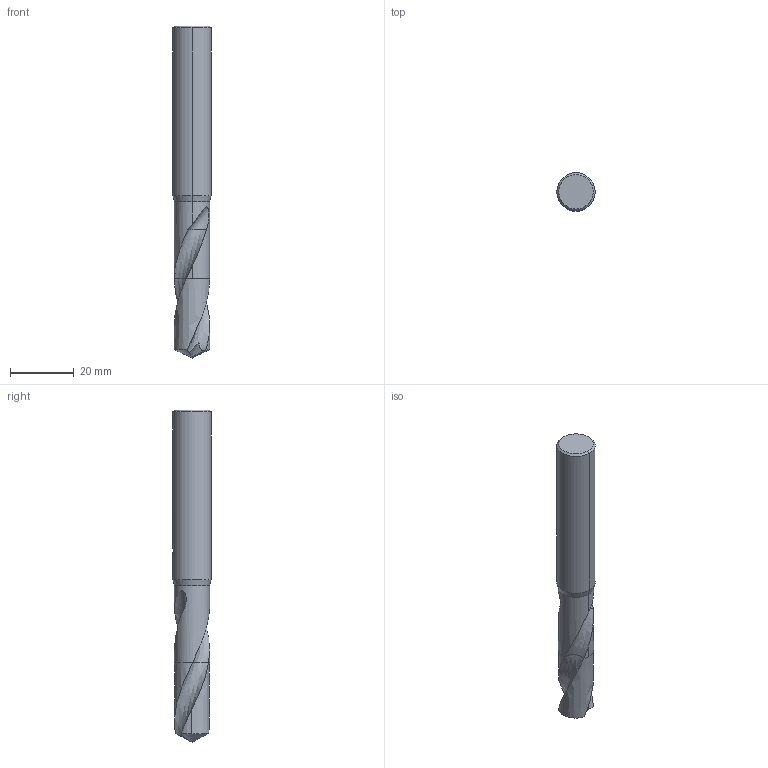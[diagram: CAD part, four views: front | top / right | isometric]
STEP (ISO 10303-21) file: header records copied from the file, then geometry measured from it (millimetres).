
FILE_DESCRIPTION(('no description'),'unknown implementation level');
FILE_NAME('solidTpVWgG0Cl8DVJONtGSVIcaa_ugo_1.STP',' ',('CIM GmbH Aachen'),('CADClick - KiM GmbH - www.kimweb.de'),'unknown preprocess','ACIS','unknown authorization');
FILE_SCHEMA(('automotive_design'));
Length unit declared in the file: millimetre
Products named in the file (2): 1; 2
Bounding box: 12 x 12 x 104 mm (x, y, z)
Volume: 9674.5 mm3; surface area: 4116.5 mm2
Topology: 2 solids, 2 shells, 56 faces, 149 edges, 93 vertices
Faces by surface type: cone 18, plane 18, cylinder 14, bspline 4, revolution 2
Entity records: 6587 total; most frequent: CARTESIAN_POINT 3639, STYLED_ITEM 296, PRESENTATION_STYLE_ASSIGNMENT 296, COLOUR_RGB 296, ORIENTED_EDGE 290, DIRECTION 227, EDGE_CURVE 145, CURVE_STYLE 145
